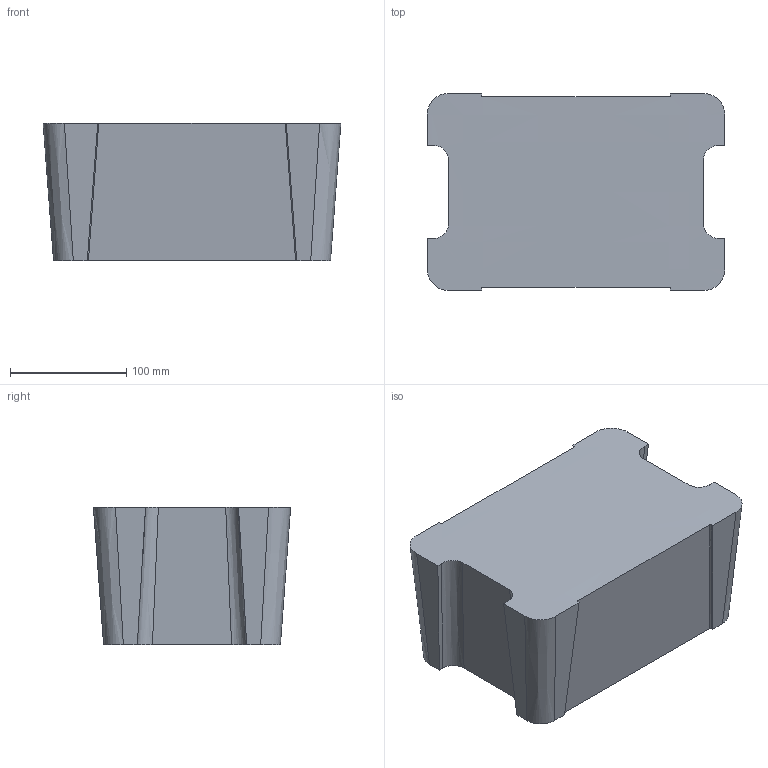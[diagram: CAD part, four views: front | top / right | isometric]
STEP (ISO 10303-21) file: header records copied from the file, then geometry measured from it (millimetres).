
FILE_DESCRIPTION(/* description */ (''),/* implementation_level */ '2;1');
FILE_NAME(/* name */ 'samla volume v1.step',/* time_stamp */ '2023-09-24T12:14:26-05:00',/* author */ (''),/* organization */ (''),/* preprocessor_version */ 'ST-DEVELOPER v20',/* originating_system */ 'Autodesk Translation Framework v12.14.0.127',/* authorisation */ '');
FILE_SCHEMA (('AUTOMOTIVE_DESIGN { 1 0 10303 214 3 1 1 }'));
Length unit declared in the file: inch
Products named in the file (1): samla volume
Bounding box: 255.83 x 169.45 x 117.9 mm (x, y, z)
Volume: 4199482.8 mm3; surface area: 170944.4 mm2
Topology: 1 solids, 1 shells, 34 faces, 96 edges, 64 vertices
Faces by surface type: plane 21, bspline 13
Entity records: 8184 total; most frequent: CARTESIAN_POINT 7355, ORIENTED_EDGE 192, DIRECTION 120, EDGE_CURVE 96, VERTEX_POINT 64, LINE 52, VECTOR 52, FACE_OUTER_BOUND 34
